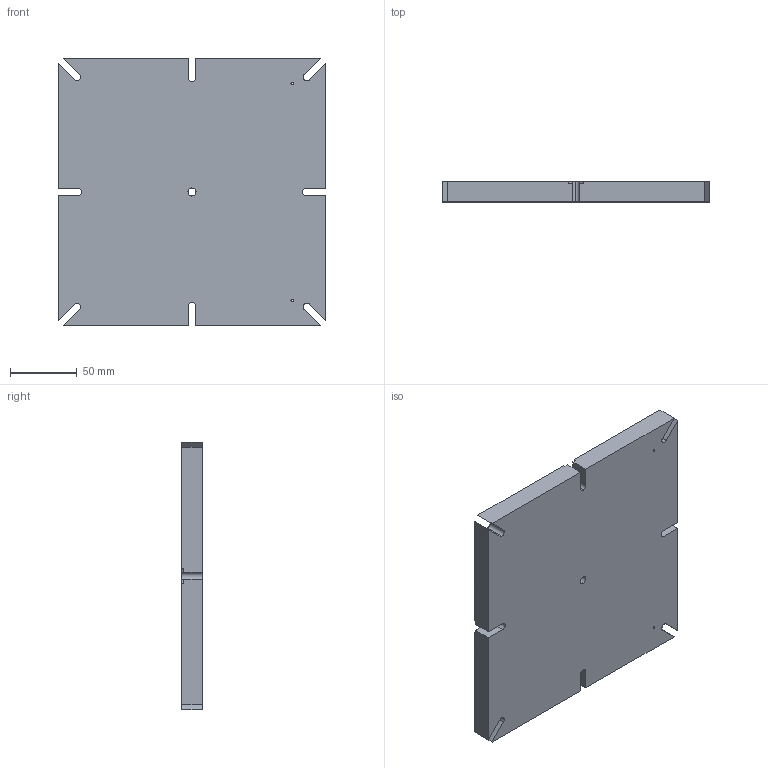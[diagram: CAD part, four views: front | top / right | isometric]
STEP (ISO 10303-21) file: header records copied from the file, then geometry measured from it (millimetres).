
FILE_DESCRIPTION (( 'STEP AP203' ), '1' );
FILE_NAME ('ScreenmouldA.STEP', '2020-03-27T10:49:31', ( '' ), ( '' ), 'SwSTEP 2.0', 'SolidWorks 2018', '' );
FILE_SCHEMA (( 'CONFIG_CONTROL_DESIGN' ));
Length unit declared in the file: millimetre
Products named in the file (1): ScreenmouldA
Bounding box: 200 x 15 x 200 mm (x, y, z)
Volume: 570983.9 mm3; surface area: 100468.1 mm2
Topology: 1 solids, 1 shells, 370 faces, 1028 edges, 659 vertices
Faces by surface type: cylinder 173, plane 150, torus 39, bspline 4, sphere 4
Entity records: 12582 total; most frequent: CARTESIAN_POINT 2718, DIRECTION 2178, ORIENTED_EDGE 2048, EDGE_CURVE 1024, AXIS2_PLACEMENT_3D 822, VERTEX_POINT 659, LINE 534, VECTOR 534
